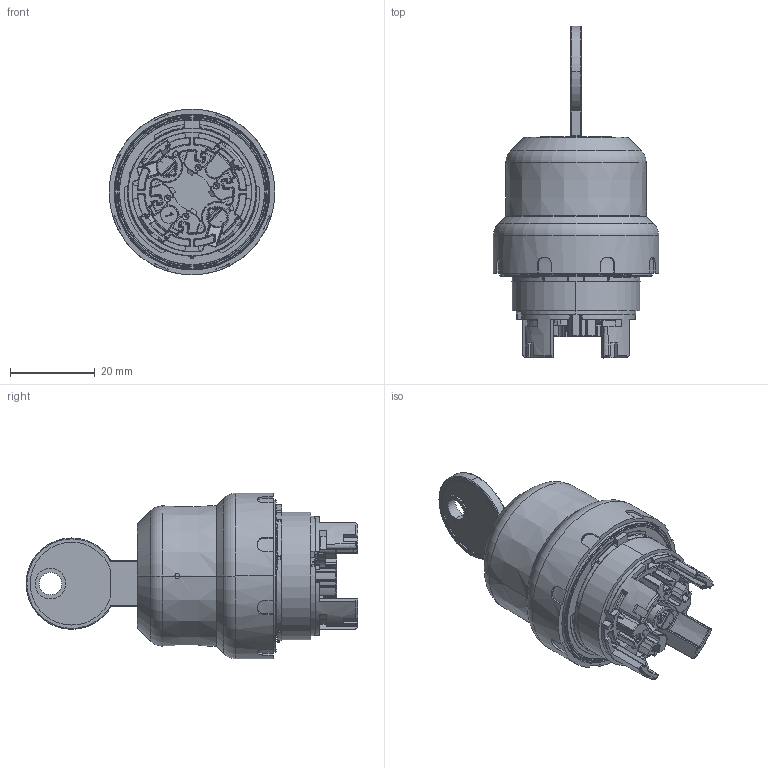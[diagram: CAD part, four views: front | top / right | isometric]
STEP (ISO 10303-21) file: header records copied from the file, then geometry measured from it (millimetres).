
FILE_DESCRIPTION (( 'STEP AP214' ), '1' );
FILE_NAME ('8602_3-008-_-M01-02-MS01-ap214.STEP', '2020-01-28T06:03:24', ( '' ), ( '' ), 'SwSTEP 2.0', 'SolidWorks 2018', '' );
FILE_SCHEMA (( 'AUTOMOTIVE_DESIGN' ));
Length unit declared in the file: millimetre
Products named in the file (1): 8602_3-008-_-M01-02-MS01-ap214
Bounding box: 39 x 78.15 x 39 mm (x, y, z)
Volume: 23668.7 mm3; surface area: 28072.5 mm2
Topology: 1 solids, 1 shells, 4229 faces, 11160 edges, 6761 vertices
Faces by surface type: plane 1175, bspline 1089, cylinder 976, torus 556, cone 279, sphere 154
Entity records: 174574 total; most frequent: CARTESIAN_POINT 63950, ORIENTED_EDGE 21936, DIRECTION 17684, EDGE_CURVE 10968, AXIS2_PLACEMENT_3D 6964, VERTEX_POINT 6761, EDGE_LOOP 4325, FACE_OUTER_BOUND 4229
